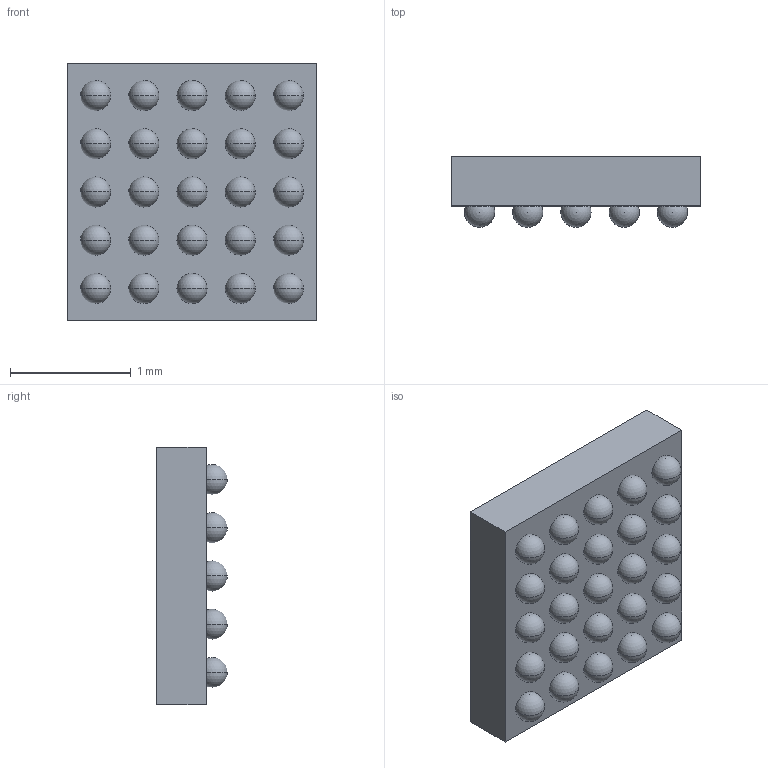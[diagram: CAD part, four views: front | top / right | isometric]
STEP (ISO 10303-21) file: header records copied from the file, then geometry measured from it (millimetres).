
FILE_DESCRIPTION (( 'STEP AP214' ), '1' );
FILE_NAME ('STM32L011E3Y6TR.STEP', '2020-03-27T12:02:58', ( '' ), ( '' ), 'SwSTEP 2.0', 'SolidWorks 2018', '' );
FILE_SCHEMA (( 'AUTOMOTIVE_DESIGN' ));
Length unit declared in the file: millimetre
Products named in the file (1): STM32L011E3Y6TR
Bounding box: 2.07 x 0.58 x 2.13 mm (x, y, z)
Volume: 2 mm3; surface area: 16.7 mm2
Topology: 26 solids, 26 shells, 81 faces, 237 edges, 158 vertices
Faces by surface type: sphere 50, plane 31
Entity records: 2065 total; most frequent: DIRECTION 376, CARTESIAN_POINT 277, ORIENTED_EDGE 224, AXIS2_PLACEMENT_3D 182, EDGE_CURVE 112, CIRCLE 100, VERTEX_POINT 83, FACE_OUTER_BOUND 81
